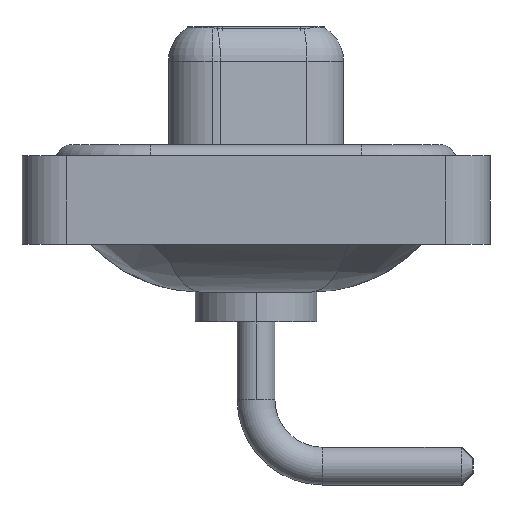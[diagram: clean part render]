
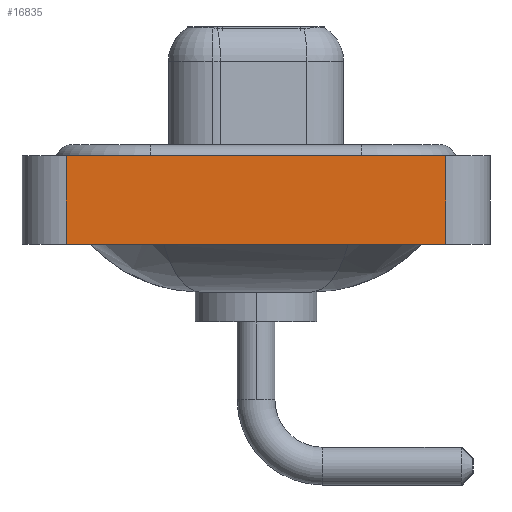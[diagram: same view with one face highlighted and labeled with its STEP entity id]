
A CAD part, left-side view. The second image highlights one B-rep face of the part: STEP entity #16835.
In plain terms, the highlighted planar face has unit normal (-1, 0, 0).
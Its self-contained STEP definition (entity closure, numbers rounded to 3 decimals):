
#967 = ORIENTED_EDGE ( 'NONE', *, *, #13864, .F. ) ;
#1101 = VECTOR ( 'NONE', #6992, 1000. ) ;
#1291 = VERTEX_POINT ( 'NONE', #2058 ) ;
#1934 = CARTESIAN_POINT ( 'NONE',  ( -7.25, 8.55, -3.6 ) ) ;
#2058 = CARTESIAN_POINT ( 'NONE',  ( -7.25, 8.55, 0.4 ) ) ;
#3197 = DIRECTION ( 'NONE',  ( 0., 0., 1. ) ) ;
#4419 = VECTOR ( 'NONE', #11512, 1000. ) ;
#4435 = VERTEX_POINT ( 'NONE', #14685 ) ;
#5913 = PLANE ( 'NONE',  #13686 ) ;
#5997 = DIRECTION ( 'NONE',  ( 0., -1., 0. ) ) ;
#6032 = VECTOR ( 'NONE', #5997, 1000. ) ;
#6428 = DIRECTION ( 'NONE',  ( 0., 0., 1. ) ) ;
#6794 = ORIENTED_EDGE ( 'NONE', *, *, #16123, .T. ) ;
#6992 = DIRECTION ( 'NONE',  ( 0., 0., 1. ) ) ;
#7310 = CARTESIAN_POINT ( 'NONE',  ( -7.25, -8.55, -3.6 ) ) ;
#7568 = LINE ( 'NONE', #7310, #4419 ) ;
#7901 = VERTEX_POINT ( 'NONE', #1934 ) ;
#8155 = LINE ( 'NONE', #9696, #15390 ) ;
#8496 = FACE_OUTER_BOUND ( 'NONE', #11750, .T. ) ;
#9696 = CARTESIAN_POINT ( 'NONE',  ( -7.25, 8.55, -3.6 ) ) ;
#10057 = CARTESIAN_POINT ( 'NONE',  ( -7.25, -8.55, 0.4 ) ) ;
#11512 = DIRECTION ( 'NONE',  ( 0., -1., 0. ) ) ;
#11750 = EDGE_LOOP ( 'NONE', ( #6794, #15715, #967, #16535 ) ) ;
#11974 = CARTESIAN_POINT ( 'NONE',  ( -7.25, -8.55, -3.6 ) ) ;
#11994 = EDGE_CURVE ( 'NONE', #1291, #13603, #16520, .T. ) ;
#13080 = CARTESIAN_POINT ( 'NONE',  ( -7.25, -8.55, 0.4 ) ) ;
#13498 = LINE ( 'NONE', #11974, #1101 ) ;
#13603 = VERTEX_POINT ( 'NONE', #10057 ) ;
#13686 = AXIS2_PLACEMENT_3D ( 'NONE', #14133, #15665, #6428 ) ;
#13864 = EDGE_CURVE ( 'NONE', #7901, #1291, #8155, .T. ) ;
#14133 = CARTESIAN_POINT ( 'NONE',  ( -7.25, -8.55, -3.6 ) ) ;
#14685 = CARTESIAN_POINT ( 'NONE',  ( -7.25, -8.55, -3.6 ) ) ;
#14834 = EDGE_CURVE ( 'NONE', #7901, #4435, #7568, .T. ) ;
#15390 = VECTOR ( 'NONE', #3197, 1000. ) ;
#15665 = DIRECTION ( 'NONE',  ( -1., 0., 0. ) ) ;
#15715 = ORIENTED_EDGE ( 'NONE', *, *, #11994, .F. ) ;
#16123 = EDGE_CURVE ( 'NONE', #4435, #13603, #13498, .T. ) ;
#16520 = LINE ( 'NONE', #13080, #6032 ) ;
#16535 = ORIENTED_EDGE ( 'NONE', *, *, #14834, .T. ) ;
#16835 = ADVANCED_FACE ( 'NONE', ( #8496 ), #5913, .T. ) ;
